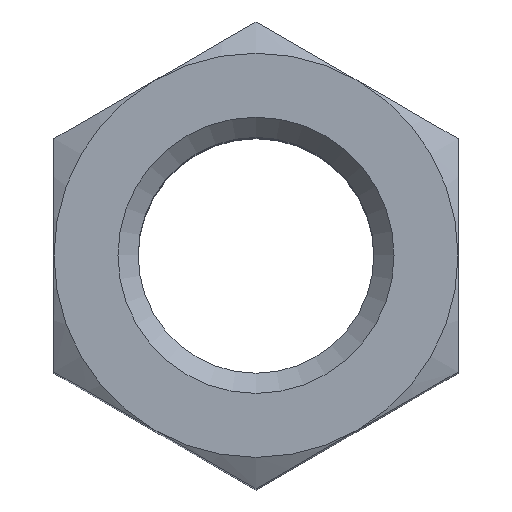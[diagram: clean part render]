
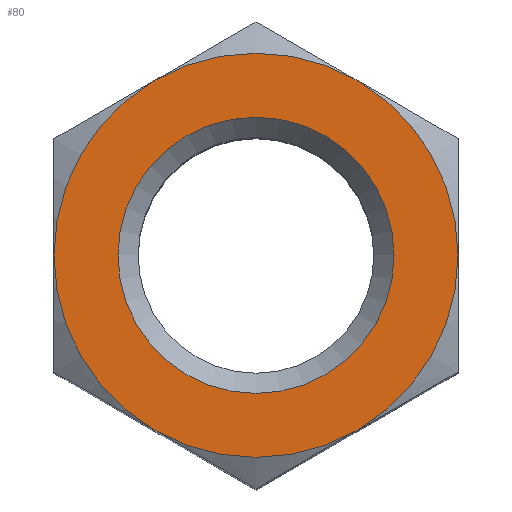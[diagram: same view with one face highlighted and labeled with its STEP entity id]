
A CAD part, top view. The second image highlights one B-rep face of the part: STEP entity #80.
In plain terms, the highlighted planar face has unit normal (0, 0, 1).
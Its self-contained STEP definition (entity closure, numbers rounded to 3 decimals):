
#80 = ADVANCED_FACE( '', ( #202, #203 ), #204, .F. );
#202 = FACE_BOUND( '', #526, .T. );
#203 = FACE_OUTER_BOUND( '', #527, .T. );
#204 = PLANE( '', #528 );
#526 = EDGE_LOOP( '', ( #872 ) );
#527 = EDGE_LOOP( '', ( #873, #874, #875, #876, #877, #878 ) );
#528 = AXIS2_PLACEMENT_3D( '', #879, #880, #881 );
#872 = ORIENTED_EDGE( '', *, *, #1457, .T. );
#873 = ORIENTED_EDGE( '', *, *, #1460, .F. );
#874 = ORIENTED_EDGE( '', *, *, #1470, .F. );
#875 = ORIENTED_EDGE( '', *, *, #1471, .F. );
#876 = ORIENTED_EDGE( '', *, *, #1472, .F. );
#877 = ORIENTED_EDGE( '', *, *, #1473, .F. );
#878 = ORIENTED_EDGE( '', *, *, #1474, .F. );
#879 = CARTESIAN_POINT( '', ( -15., -8.66, 60. ) );
#880 = DIRECTION( '', ( 0., 0., -1. ) );
#881 = DIRECTION( '', ( -1., 0., 0. ) );
#1457 = EDGE_CURVE( '', #1597, #1597, #1598, .T. );
#1460 = EDGE_CURVE( '', #1602, #1600, #1604, .T. );
#1470 = EDGE_CURVE( '', #1621, #1602, #1622, .T. );
#1471 = EDGE_CURVE( '', #1623, #1621, #1624, .T. );
#1472 = EDGE_CURVE( '', #1625, #1623, #1626, .T. );
#1473 = EDGE_CURVE( '', #1627, #1625, #1628, .T. );
#1474 = EDGE_CURVE( '', #1600, #1627, #1629, .T. );
#1597 = VERTEX_POINT( '', #1853 );
#1598 = CIRCLE( '', #1854, 10.25 );
#1600 = VERTEX_POINT( '', #1856 );
#1602 = VERTEX_POINT( '', #1863 );
#1604 = CIRCLE( '', #1872, 15. );
#1621 = VERTEX_POINT( '', #1928 );
#1622 = CIRCLE( '', #1929, 15. );
#1623 = VERTEX_POINT( '', #1930 );
#1624 = CIRCLE( '', #1931, 15. );
#1625 = VERTEX_POINT( '', #1932 );
#1626 = CIRCLE( '', #1933, 15. );
#1627 = VERTEX_POINT( '', #1934 );
#1628 = CIRCLE( '', #1935, 15. );
#1629 = CIRCLE( '', #1936, 15. );
#1853 = CARTESIAN_POINT( '', ( -10.25, 0., 60. ) );
#1854 = AXIS2_PLACEMENT_3D( '', #2270, #2271, #2272 );
#1856 = CARTESIAN_POINT( '', ( 7.5, 12.99, 60. ) );
#1863 = CARTESIAN_POINT( '', ( -7.5, 12.99, 60. ) );
#1872 = AXIS2_PLACEMENT_3D( '', #2273, #2274, #2275 );
#1928 = CARTESIAN_POINT( '', ( -15., 0., 60. ) );
#1929 = AXIS2_PLACEMENT_3D( '', #2279, #2280, #2281 );
#1930 = CARTESIAN_POINT( '', ( -7.5, -12.99, 60. ) );
#1931 = AXIS2_PLACEMENT_3D( '', #2282, #2283, #2284 );
#1932 = CARTESIAN_POINT( '', ( 7.5, -12.99, 60. ) );
#1933 = AXIS2_PLACEMENT_3D( '', #2285, #2286, #2287 );
#1934 = CARTESIAN_POINT( '', ( 15., 0., 60. ) );
#1935 = AXIS2_PLACEMENT_3D( '', #2288, #2289, #2290 );
#1936 = AXIS2_PLACEMENT_3D( '', #2291, #2292, #2293 );
#2270 = CARTESIAN_POINT( '', ( 0., 0., 60. ) );
#2271 = DIRECTION( '', ( 0., 0., -1. ) );
#2272 = DIRECTION( '', ( -1., 0., 0. ) );
#2273 = CARTESIAN_POINT( '', ( 0., 0., 60. ) );
#2274 = DIRECTION( '', ( 0., 0., -1. ) );
#2275 = DIRECTION( '', ( -1., 0., 0. ) );
#2279 = CARTESIAN_POINT( '', ( 0., 0., 60. ) );
#2280 = DIRECTION( '', ( 0., 0., -1. ) );
#2281 = DIRECTION( '', ( -1., 0., 0. ) );
#2282 = CARTESIAN_POINT( '', ( 0., 0., 60. ) );
#2283 = DIRECTION( '', ( 0., 0., -1. ) );
#2284 = DIRECTION( '', ( -1., 0., 0. ) );
#2285 = CARTESIAN_POINT( '', ( 0., 0., 60. ) );
#2286 = DIRECTION( '', ( 0., 0., -1. ) );
#2287 = DIRECTION( '', ( -1., 0., 0. ) );
#2288 = CARTESIAN_POINT( '', ( 0., 0., 60. ) );
#2289 = DIRECTION( '', ( 0., 0., -1. ) );
#2290 = DIRECTION( '', ( -1., 0., 0. ) );
#2291 = CARTESIAN_POINT( '', ( 0., 0., 60. ) );
#2292 = DIRECTION( '', ( 0., 0., -1. ) );
#2293 = DIRECTION( '', ( -1., 0., 0. ) );
